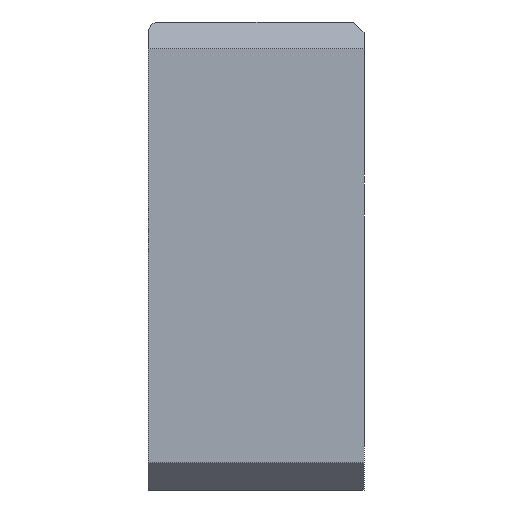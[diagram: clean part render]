
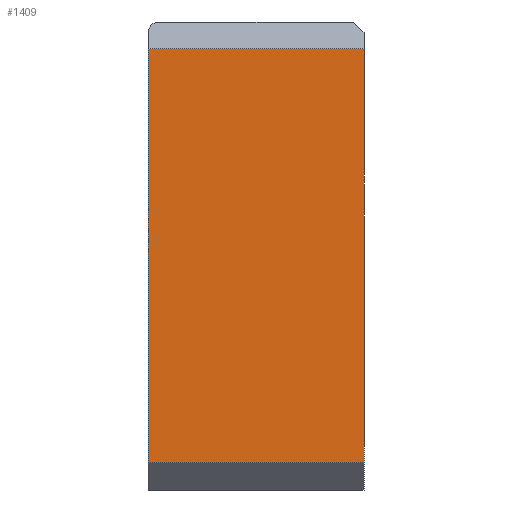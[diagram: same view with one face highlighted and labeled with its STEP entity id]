
A CAD part, left-side view. The second image highlights one B-rep face of the part: STEP entity #1409.
In plain terms, the highlighted planar face has unit normal (-1, 0, 0).
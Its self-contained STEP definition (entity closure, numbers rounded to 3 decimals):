
#43=PLANE('',#1556);
#120=LINE('',#2323,#245);
#127=LINE('',#2357,#252);
#130=LINE('',#2362,#255);
#131=LINE('',#2363,#256);
#245=VECTOR('',#1808,10.);
#252=VECTOR('',#1847,10.);
#255=VECTOR('',#1852,10.);
#256=VECTOR('',#1853,10.);
#394=FACE_OUTER_BOUND('',#483,.T.);
#483=EDGE_LOOP('',(#1121,#1122,#1123,#1124));
#675=VERTEX_POINT('',#2320);
#676=VERTEX_POINT('',#2322);
#687=VERTEX_POINT('',#2356);
#688=VERTEX_POINT('',#2361);
#830=EDGE_CURVE('',#675,#676,#120,.T.);
#847=EDGE_CURVE('',#687,#676,#127,.T.);
#850=EDGE_CURVE('',#675,#688,#130,.T.);
#851=EDGE_CURVE('',#688,#687,#131,.T.);
#1121=ORIENTED_EDGE('',*,*,#847,.T.);
#1122=ORIENTED_EDGE('',*,*,#830,.F.);
#1123=ORIENTED_EDGE('',*,*,#850,.T.);
#1124=ORIENTED_EDGE('',*,*,#851,.T.);
#1409=ADVANCED_FACE('',(#394),#43,.F.);
#1556=AXIS2_PLACEMENT_3D('',#2360,#1850,#1851);
#1808=DIRECTION('',(0.,0.,1.));
#1847=DIRECTION('',(0.,1.,0.));
#1850=DIRECTION('center_axis',(1.,0.,0.));
#1851=DIRECTION('ref_axis',(0.,1.,0.));
#1852=DIRECTION('',(0.,-1.,0.));
#1853=DIRECTION('',(0.,0.,1.));
#2320=CARTESIAN_POINT('',(-22.,12.,1.5));
#2322=CARTESIAN_POINT('',(-22.,12.,24.5));
#2323=CARTESIAN_POINT('',(-22.,12.,0.));
#2356=CARTESIAN_POINT('',(-22.,0.,24.5));
#2357=CARTESIAN_POINT('',(-22.,3.,24.5));
#2360=CARTESIAN_POINT('Origin',(-22.,0.,0.));
#2361=CARTESIAN_POINT('',(-22.,0.,1.5));
#2362=CARTESIAN_POINT('',(-22.,3.,1.5));
#2363=CARTESIAN_POINT('',(-22.,0.,0.));
